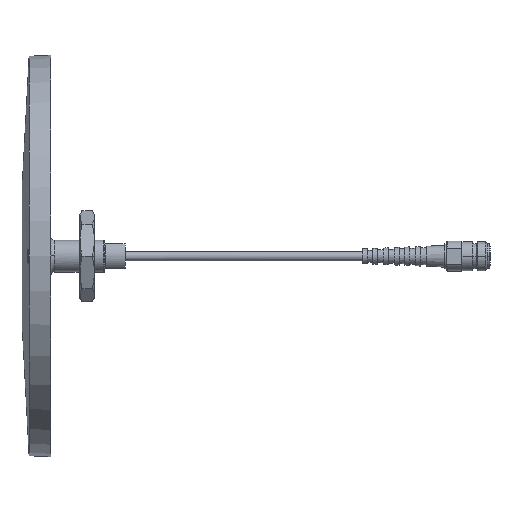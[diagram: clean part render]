
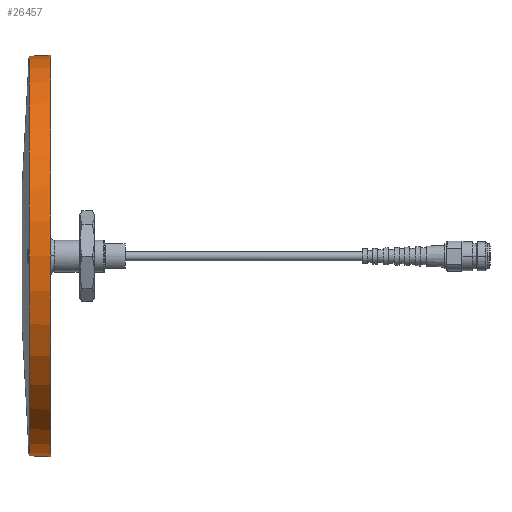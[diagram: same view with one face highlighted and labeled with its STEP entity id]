
A CAD part, left-side view. The second image highlights one B-rep face of the part: STEP entity #26457.
In plain terms, the highlighted conical face has half-angle 2.5 degrees and reference radius 110 mm.
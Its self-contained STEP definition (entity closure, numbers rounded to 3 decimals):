
#217 = CIRCLE ( 'NONE', #30835, 110. ) ;
#346 = CARTESIAN_POINT ( 'NONE',  ( 0., 11.8, -109.326 ) ) ;
#389 = VERTEX_POINT ( 'NONE', #29465 ) ;
#1159 = CARTESIAN_POINT ( 'NONE',  ( 0., -0.2, 0.15 ) ) ;
#1694 = ORIENTED_EDGE ( 'NONE', *, *, #24109, .T. ) ;
#2349 = DIRECTION ( 'NONE',  ( 0., -0.999, 0.044 ) ) ;
#5204 = CARTESIAN_POINT ( 'NONE',  ( 0., -0.2, 110.15 ) ) ;
#6613 = AXIS2_PLACEMENT_3D ( 'NONE', #10501, #29160, #32349 ) ;
#6637 = CIRCLE ( 'NONE', #6613, 109.476 ) ;
#6994 = VECTOR ( 'NONE', #2349, 1000. ) ;
#7611 = EDGE_CURVE ( 'NONE', #29863, #29546, #6637, .T. ) ;
#8560 = VECTOR ( 'NONE', #19105, 1000. ) ;
#9160 = DIRECTION ( 'NONE',  ( 0., -1., 0. ) ) ;
#10336 = CARTESIAN_POINT ( 'NONE',  ( 0., -0.2, 110.15 ) ) ;
#10342 = LINE ( 'NONE', #5204, #6994 ) ;
#10501 = CARTESIAN_POINT ( 'NONE',  ( 0., 11.8, 0.15 ) ) ;
#10978 = EDGE_CURVE ( 'NONE', #29863, #389, #13602, .T. ) ;
#11636 = FACE_OUTER_BOUND ( 'NONE', #24312, .T. ) ;
#13602 = LINE ( 'NONE', #24612, #8560 ) ;
#15948 = ORIENTED_EDGE ( 'NONE', *, *, #7611, .F. ) ;
#18944 = CONICAL_SURFACE ( 'NONE', #22922, 110., 0.044 ) ;
#19105 = DIRECTION ( 'NONE',  ( 0., -0.999, -0.044 ) ) ;
#19146 = DIRECTION ( 'NONE',  ( 0., 1., 0. ) ) ;
#20395 = VERTEX_POINT ( 'NONE', #10336 ) ;
#22731 = ORIENTED_EDGE ( 'NONE', *, *, #23855, .F. ) ;
#22922 = AXIS2_PLACEMENT_3D ( 'NONE', #1159, #9160, #24783 ) ;
#23855 = EDGE_CURVE ( 'NONE', #29546, #20395, #10342, .T. ) ;
#24109 = EDGE_CURVE ( 'NONE', #389, #20395, #217, .T. ) ;
#24312 = EDGE_LOOP ( 'NONE', ( #22731, #15948, #31771, #1694 ) ) ;
#24612 = CARTESIAN_POINT ( 'NONE',  ( 0., -0.2, -109.85 ) ) ;
#24783 = DIRECTION ( 'NONE',  ( 0., 0., -1. ) ) ;
#26457 = ADVANCED_FACE ( 'NONE', ( #11636 ), #18944, .T. ) ;
#29160 = DIRECTION ( 'NONE',  ( 0., 1., 0. ) ) ;
#29465 = CARTESIAN_POINT ( 'NONE',  ( 0., -0.2, -109.85 ) ) ;
#29546 = VERTEX_POINT ( 'NONE', #34434 ) ;
#29863 = VERTEX_POINT ( 'NONE', #346 ) ;
#30172 = CARTESIAN_POINT ( 'NONE',  ( 0., -0.2, 0.15 ) ) ;
#30835 = AXIS2_PLACEMENT_3D ( 'NONE', #30172, #19146, #32499 ) ;
#31771 = ORIENTED_EDGE ( 'NONE', *, *, #10978, .T. ) ;
#32349 = DIRECTION ( 'NONE',  ( 0., 0., -1. ) ) ;
#32499 = DIRECTION ( 'NONE',  ( 0., 0., -1. ) ) ;
#34434 = CARTESIAN_POINT ( 'NONE',  ( 0., 11.8, 109.626 ) ) ;
